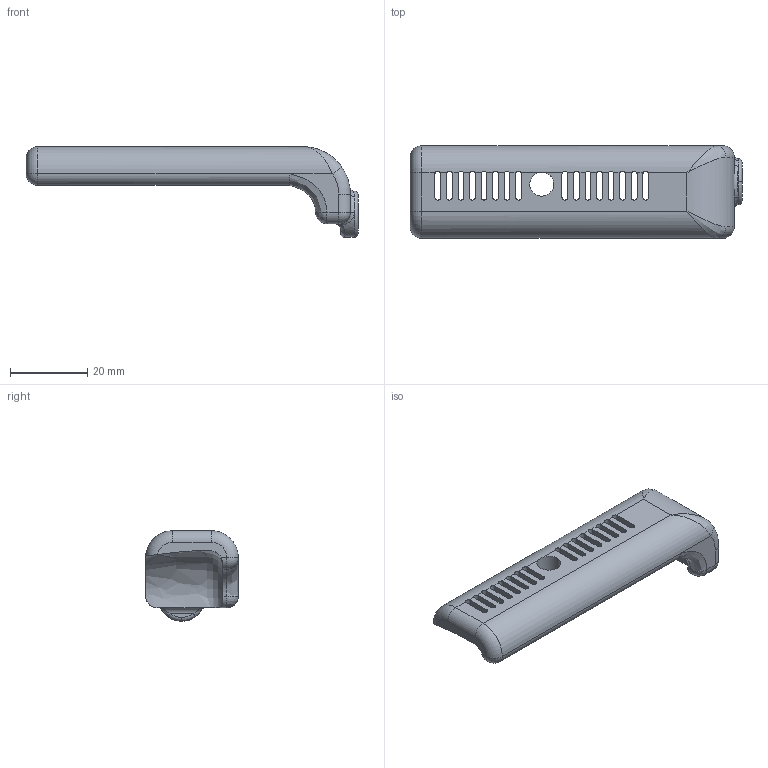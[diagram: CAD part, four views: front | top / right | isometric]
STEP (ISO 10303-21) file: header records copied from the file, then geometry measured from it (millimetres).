
FILE_DESCRIPTION (( 'STEP AP203' ), '1' );
FILE_NAME ('Intel Realsense D435 Camera Hold For MG-995 SERVO.STEP', '2020-05-27T09:48:01', ( '' ), ( '' ), 'SwSTEP 2.0', 'SolidWorks 2020', '' );
FILE_SCHEMA (( 'CONFIG_CONTROL_DESIGN' ));
Length unit declared in the file: millimetre
Products named in the file (1): Intel Realsense D435 Camera Hold For MG-995 SERVO
Bounding box: 86.21 x 24.05 x 23.5 mm (x, y, z)
Volume: 11655.7 mm3; surface area: 7095.8 mm2
Topology: 1 solids, 1 shells, 148 faces, 447 edges, 279 vertices
Faces by surface type: cylinder 57, plane 55, bspline 23, torus 10, sphere 3
Entity records: 6805 total; most frequent: CARTESIAN_POINT 2851, ORIENTED_EDGE 878, DIRECTION 747, EDGE_CURVE 439, VERTEX_POINT 279, AXIS2_PLACEMENT_3D 273, LINE 201, VECTOR 201
